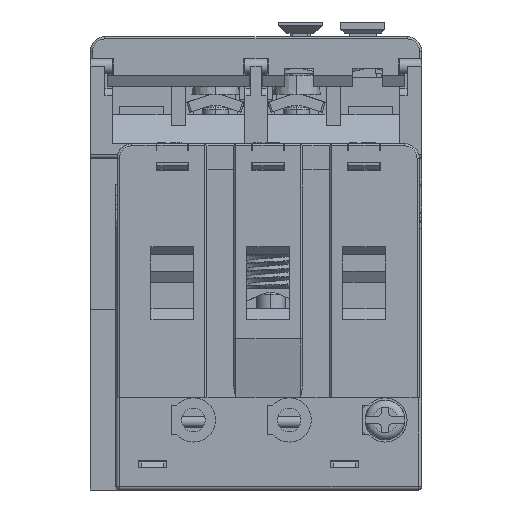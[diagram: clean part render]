
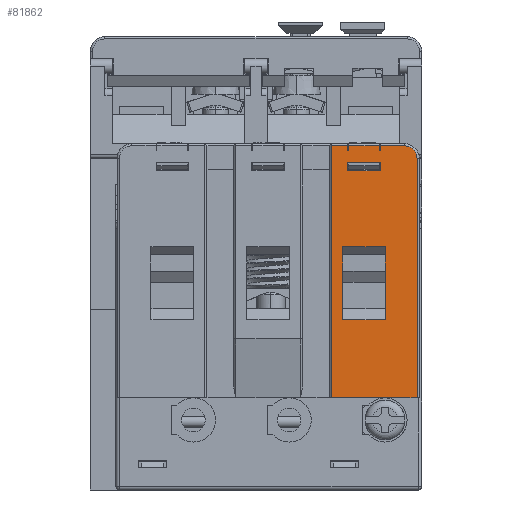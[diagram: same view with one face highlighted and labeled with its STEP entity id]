
A CAD part, front view. The second image highlights one B-rep face of the part: STEP entity #81862.
In plain terms, the highlighted planar face has unit normal (0, -1, 0).
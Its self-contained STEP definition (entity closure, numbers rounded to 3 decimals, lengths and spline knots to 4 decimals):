
#1089=DIRECTION('',(1.,0.,0.));
#1090=VECTOR('',#1089,0.4567);
#1091=CARTESIAN_POINT('',(0.4035,-1.0394,
-1.811));
#1092=LINE('',#1091,#1090);
#21039=DIRECTION('',(0.,0.,1.));
#21040=VECTOR('',#21039,1.3465);
#21041=CARTESIAN_POINT('',(0.4035,-1.0394,
-1.811));
#21042=LINE('',#21041,#21040);
#21046=DIRECTION('',(0.,0.,-1.));
#21047=VECTOR('',#21046,0.0276);
#21048=CARTESIAN_POINT('',(0.4902,-1.0394,
-0.4646));
#21049=LINE('',#21048,#21047);
#21053=DIRECTION('',(1.,0.,0.));
#21054=VECTOR('',#21053,0.0039);
#21055=CARTESIAN_POINT('',(0.4902,-1.0394,
-0.4921));
#21056=LINE('',#21055,#21054);
#21060=DIRECTION('',(0.,0.,1.));
#21061=VECTOR('',#21060,0.0276);
#21062=CARTESIAN_POINT('',(0.4941,-1.0394,
-0.4921));
#21063=LINE('',#21062,#21061);
#21067=DIRECTION('',(0.,0.,-1.));
#21068=VECTOR('',#21067,0.0276);
#21069=CARTESIAN_POINT('',(0.6594,-1.0394,
-0.4646));
#21070=LINE('',#21069,#21068);
#21074=DIRECTION('',(1.,0.,0.));
#21075=VECTOR('',#21074,0.0039);
#21076=CARTESIAN_POINT('',(0.6594,-1.0394,
-0.4921));
#21077=LINE('',#21076,#21075);
#21081=DIRECTION('',(0.,0.,1.));
#21082=VECTOR('',#21081,0.0276);
#21083=CARTESIAN_POINT('',(0.6634,-1.0394,
-0.4921));
#21084=LINE('',#21083,#21082);
#21088=CARTESIAN_POINT('',(0.7933,-1.0394,
-0.5315));
#21089=DIRECTION('',(0.,1.,0.));
#21090=DIRECTION('',(0.,0.,1.));
#21091=AXIS2_PLACEMENT_3D('',#21088,#21089,#21090);
#21096=DIRECTION('',(-1.,0.,0.));
#21097=VECTOR('',#21096,0.1732);
#21098=CARTESIAN_POINT('',(0.6634,-1.0394,
-0.5512));
#21099=LINE('',#21098,#21097);
#21103=DIRECTION('',(0.,0.,-1.));
#21104=VECTOR('',#21103,0.0472);
#21105=CARTESIAN_POINT('',(0.4902,-1.0394,
-0.5512));
#21106=LINE('',#21105,#21104);
#21110=DIRECTION('',(1.,0.,0.));
#21111=VECTOR('',#21110,0.1732);
#21112=CARTESIAN_POINT('',(0.4902,-1.0394,
-0.5984));
#21113=LINE('',#21112,#21111);
#21117=DIRECTION('',(0.,0.,1.));
#21118=VECTOR('',#21117,0.0472);
#21119=CARTESIAN_POINT('',(0.6634,-1.0394,
-0.5984));
#21120=LINE('',#21119,#21118);
#21124=DIRECTION('',(0.,0.,1.));
#21125=VECTOR('',#21124,0.3898);
#21126=CARTESIAN_POINT('',(0.6909,-1.0394,
-1.3937));
#21127=LINE('',#21126,#21125);
#21131=DIRECTION('',(0.,0.,-1.));
#21132=VECTOR('',#21131,0.3898);
#21133=CARTESIAN_POINT('',(0.4626,-1.0394,
-1.0039));
#21134=LINE('',#21133,#21132);
#47104=DIRECTION('',(0.,0.,1.));
#47105=VECTOR('',#47104,1.2795);
#47106=CARTESIAN_POINT('',(0.8602,-1.0394,
-1.811));
#47107=LINE('',#47106,#47105);
#47150=DIRECTION('',(-1.,0.,0.));
#47151=VECTOR('',#47150,0.1299);
#47152=CARTESIAN_POINT('',(0.7933,-1.0394,
-0.4646));
#47153=LINE('',#47152,#47151);
#47194=DIRECTION('',(-1.,0.,0.));
#47195=VECTOR('',#47194,0.1654);
#47196=CARTESIAN_POINT('',(0.6594,-1.0394,
-0.4646));
#47197=LINE('',#47196,#47195);
#47234=DIRECTION('',(-1.,0.,0.));
#47235=VECTOR('',#47234,0.0866);
#47236=CARTESIAN_POINT('',(0.4902,-1.0394,
-0.4646));
#47237=LINE('',#47236,#47235);
#49339=DIRECTION('',(1.,0.,0.));
#49340=VECTOR('',#49339,0.2283);
#49341=CARTESIAN_POINT('',(0.4626,-1.0394,
-1.0039));
#49342=LINE('',#49341,#49340);
#49374=DIRECTION('',(-1.,0.,0.));
#49375=VECTOR('',#49374,0.2283);
#49376=CARTESIAN_POINT('',(0.6909,-1.0394,
-1.3937));
#49377=LINE('',#49376,#49375);
#57325=CARTESIAN_POINT('',(0.4035,-1.0394,
-1.811));
#57326=VERTEX_POINT('',#57325);
#57327=CARTESIAN_POINT('',(0.8602,-1.0394,
-1.811));
#57328=VERTEX_POINT('',#57327);
#62275=CARTESIAN_POINT('',(0.6594,-1.0394,
-0.4921));
#62276=CARTESIAN_POINT('',(0.6634,-1.0394,
-0.4921));
#62277=VERTEX_POINT('',#62275);
#62278=VERTEX_POINT('',#62276);
#62283=CARTESIAN_POINT('',(0.6634,-1.0394,
-0.4646));
#62284=VERTEX_POINT('',#62283);
#62287=CARTESIAN_POINT('',(0.6594,-1.0394,
-0.4646));
#62288=VERTEX_POINT('',#62287);
#62291=CARTESIAN_POINT('',(0.4035,-1.0394,
-0.4646));
#62292=VERTEX_POINT('',#62291);
#62293=CARTESIAN_POINT('',(0.4902,-1.0394,
-0.4646));
#62294=VERTEX_POINT('',#62293);
#62295=CARTESIAN_POINT('',(0.4902,-1.0394,
-0.4921));
#62296=VERTEX_POINT('',#62295);
#62297=CARTESIAN_POINT('',(0.4941,-1.0394,
-0.4921));
#62298=VERTEX_POINT('',#62297);
#62299=CARTESIAN_POINT('',(0.4941,-1.0394,
-0.4646));
#62300=VERTEX_POINT('',#62299);
#62301=CARTESIAN_POINT('',(0.7933,-1.0394,
-0.4646));
#62302=VERTEX_POINT('',#62301);
#62303=CARTESIAN_POINT('',(0.8602,-1.0394,
-0.5315));
#62304=VERTEX_POINT('',#62303);
#62305=CARTESIAN_POINT('',(0.6634,-1.0394,
-0.5512));
#62306=CARTESIAN_POINT('',(0.4902,-1.0394,
-0.5512));
#62307=VERTEX_POINT('',#62305);
#62308=VERTEX_POINT('',#62306);
#62309=CARTESIAN_POINT('',(0.4902,-1.0394,
-0.5984));
#62310=VERTEX_POINT('',#62309);
#62311=CARTESIAN_POINT('',(0.6634,-1.0394,
-0.5984));
#62312=VERTEX_POINT('',#62311);
#62313=CARTESIAN_POINT('',(0.6909,-1.0394,
-1.3937));
#62314=CARTESIAN_POINT('',(0.6909,-1.0394,
-1.0039));
#62315=VERTEX_POINT('',#62313);
#62316=VERTEX_POINT('',#62314);
#62317=CARTESIAN_POINT('',(0.4626,-1.0394,
-1.0039));
#62318=VERTEX_POINT('',#62317);
#62319=CARTESIAN_POINT('',(0.4626,-1.0394,
-1.3937));
#62320=VERTEX_POINT('',#62319);
#81810=CARTESIAN_POINT('',(-0.7421,-1.0394,
-0.5315));
#81811=DIRECTION('',(0.,-1.,0.));
#81812=DIRECTION('',(1.,0.,0.));
#81813=AXIS2_PLACEMENT_3D('',#81810,#81811,#81812);
#81814=PLANE('',#81813);
#81816=ORIENTED_EDGE('',*,*,#81815,.T.);
#81818=ORIENTED_EDGE('',*,*,#81817,.F.);
#81820=ORIENTED_EDGE('',*,*,#81819,.T.);
#81822=ORIENTED_EDGE('',*,*,#81821,.T.);
#81824=ORIENTED_EDGE('',*,*,#81823,.T.);
#81826=ORIENTED_EDGE('',*,*,#81825,.F.);
#81828=ORIENTED_EDGE('',*,*,#81827,.T.);
#81830=ORIENTED_EDGE('',*,*,#81829,.T.);
#81832=ORIENTED_EDGE('',*,*,#81831,.T.);
#81834=ORIENTED_EDGE('',*,*,#81833,.F.);
#81836=ORIENTED_EDGE('',*,*,#81835,.T.);
#81838=ORIENTED_EDGE('',*,*,#81837,.F.);
#81839=ORIENTED_EDGE('',*,*,#67744,.F.);
#81840=EDGE_LOOP('',(#81816,#81818,#81820,#81822,#81824,#81826,#81828,#81830,
#81832,#81834,#81836,#81838,#81839));
#81841=FACE_OUTER_BOUND('',#81840,.F.);
#81843=ORIENTED_EDGE('',*,*,#81842,.T.);
#81845=ORIENTED_EDGE('',*,*,#81844,.T.);
#81847=ORIENTED_EDGE('',*,*,#81846,.T.);
#81849=ORIENTED_EDGE('',*,*,#81848,.T.);
#81850=EDGE_LOOP('',(#81843,#81845,#81847,#81849));
#81851=FACE_BOUND('',#81850,.F.);
#81853=ORIENTED_EDGE('',*,*,#81852,.T.);
#81855=ORIENTED_EDGE('',*,*,#81854,.F.);
#81857=ORIENTED_EDGE('',*,*,#81856,.T.);
#81859=ORIENTED_EDGE('',*,*,#81858,.F.);
#81860=EDGE_LOOP('',(#81853,#81855,#81857,#81859));
#81861=FACE_BOUND('',#81860,.F.);
#21092=CIRCLE('',#21091,0.0669);
#67744=EDGE_CURVE('',#57326,#57328,#1092,.T.);
#81815=EDGE_CURVE('',#57326,#62292,#21042,.T.);
#81817=EDGE_CURVE('',#62294,#62292,#47237,.T.);
#81819=EDGE_CURVE('',#62294,#62296,#21049,.T.);
#81821=EDGE_CURVE('',#62296,#62298,#21056,.T.);
#81823=EDGE_CURVE('',#62298,#62300,#21063,.T.);
#81825=EDGE_CURVE('',#62288,#62300,#47197,.T.);
#81827=EDGE_CURVE('',#62288,#62277,#21070,.T.);
#81829=EDGE_CURVE('',#62277,#62278,#21077,.T.);
#81831=EDGE_CURVE('',#62278,#62284,#21084,.T.);
#81833=EDGE_CURVE('',#62302,#62284,#47153,.T.);
#81835=EDGE_CURVE('',#62302,#62304,#21092,.T.);
#81837=EDGE_CURVE('',#57328,#62304,#47107,.T.);
#81842=EDGE_CURVE('',#62307,#62308,#21099,.T.);
#81844=EDGE_CURVE('',#62308,#62310,#21106,.T.);
#81846=EDGE_CURVE('',#62310,#62312,#21113,.T.);
#81848=EDGE_CURVE('',#62312,#62307,#21120,.T.);
#81852=EDGE_CURVE('',#62315,#62316,#21127,.T.);
#81854=EDGE_CURVE('',#62318,#62316,#49342,.T.);
#81856=EDGE_CURVE('',#62318,#62320,#21134,.T.);
#81858=EDGE_CURVE('',#62315,#62320,#49377,.T.);
#81862=ADVANCED_FACE('',(#81841,#81851,#81861),#81814,.T.);
